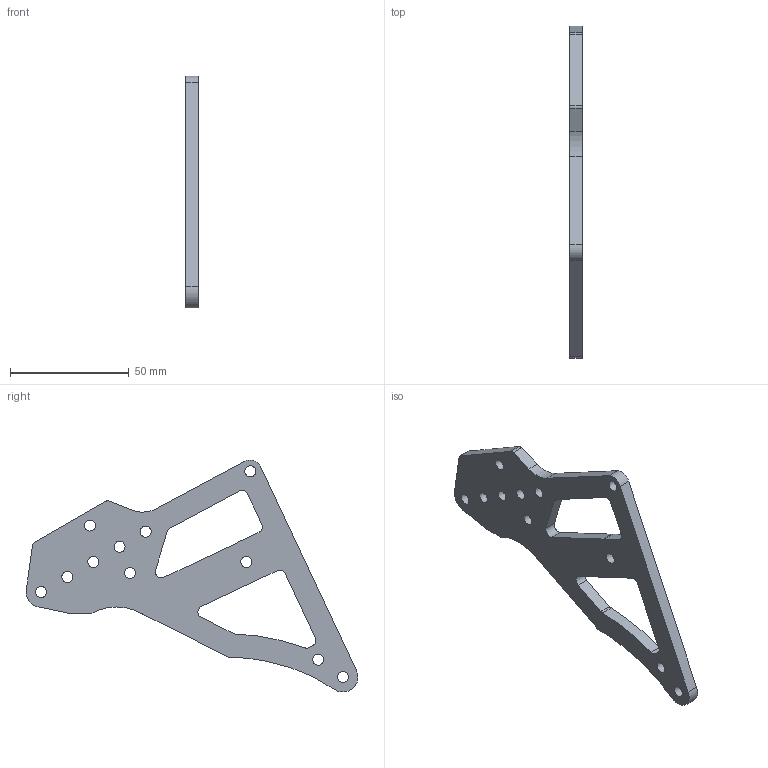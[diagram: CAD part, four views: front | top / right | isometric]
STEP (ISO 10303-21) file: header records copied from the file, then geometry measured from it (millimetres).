
FILE_DESCRIPTION(/* description */ (''),/* implementation_level */ '2;1');
FILE_NAME(/* name */ 'Flywheel Brace (Print)_.step',/* time_stamp */ '2024-06-27T21:39:35-05:00',/* author */ (''),/* organization */ (''),/* preprocessor_version */ 'ST-DEVELOPER v20',/* originating_system */ 'Autodesk Translation Framework v13.14.0.145',/* authorisation */ '');
FILE_SCHEMA (('AUTOMOTIVE_DESIGN { 1 0 10303 214 3 1 1 }'));
Length unit declared in the file: inch
Products named in the file (2): Flywheel Brace Print Coupler; Component2
Assembly tree (1 placements, depth 2):
  Flywheel Brace Print Coupler
    Component2
Bounding box: 5.08 x 139.65 x 97.62 mm (x, y, z)
Volume: 25713.8 mm3; surface area: 14158.4 mm2
Topology: 1 solids, 1 shells, 50 faces, 144 edges, 96 vertices
Faces by surface type: cylinder 27, plane 19, bspline 4
Full cylindrical faces by diameter (mm): 4.623 x4, 4.648 x7
Entity records: 1863 total; most frequent: CARTESIAN_POINT 411, ORIENTED_EDGE 288, DIRECTION 288, EDGE_CURVE 144, AXIS2_PLACEMENT_3D 103, VERTEX_POINT 96, LINE 82, VECTOR 82
